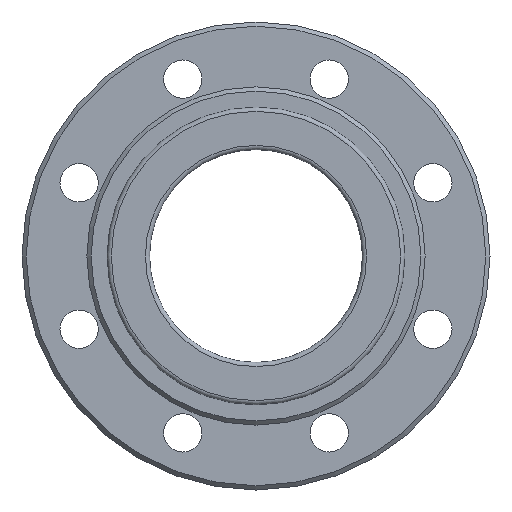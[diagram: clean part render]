
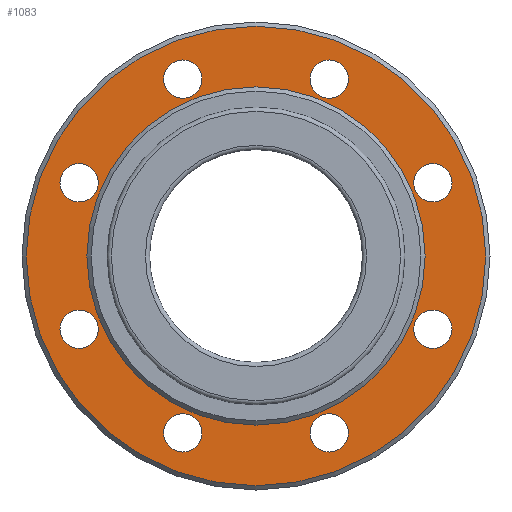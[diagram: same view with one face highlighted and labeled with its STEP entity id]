
A CAD part, left-side view. The second image highlights one B-rep face of the part: STEP entity #1083.
In plain terms, the highlighted planar face has unit normal (-1, 0, 0).
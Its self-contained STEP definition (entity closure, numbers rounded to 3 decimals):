
#57=FACE_BOUND('',#314,.T.);
#58=FACE_BOUND('',#315,.T.);
#59=FACE_BOUND('',#316,.T.);
#60=FACE_BOUND('',#317,.T.);
#61=FACE_BOUND('',#318,.T.);
#62=FACE_BOUND('',#319,.T.);
#63=FACE_BOUND('',#320,.T.);
#64=FACE_BOUND('',#321,.T.);
#65=FACE_BOUND('',#322,.T.);
#81=PLANE('',#1268);
#212=FACE_OUTER_BOUND('',#313,.T.);
#313=EDGE_LOOP('',(#874));
#314=EDGE_LOOP('',(#875));
#315=EDGE_LOOP('',(#876));
#316=EDGE_LOOP('',(#877));
#317=EDGE_LOOP('',(#878));
#318=EDGE_LOOP('',(#879));
#319=EDGE_LOOP('',(#880));
#320=EDGE_LOOP('',(#881));
#321=EDGE_LOOP('',(#882));
#322=EDGE_LOOP('',(#883));
#441=CIRCLE('',#1267,108.);
#442=CIRCLE('',#1269,79.5);
#443=CIRCLE('',#1270,9.);
#444=CIRCLE('',#1271,9.);
#445=CIRCLE('',#1272,9.);
#446=CIRCLE('',#1273,9.);
#447=CIRCLE('',#1274,9.);
#448=CIRCLE('',#1275,9.);
#449=CIRCLE('',#1276,9.);
#450=CIRCLE('',#1277,9.);
#531=VERTEX_POINT('',#1907);
#532=VERTEX_POINT('',#1911);
#533=VERTEX_POINT('',#1913);
#534=VERTEX_POINT('',#1915);
#535=VERTEX_POINT('',#1917);
#536=VERTEX_POINT('',#1919);
#537=VERTEX_POINT('',#1921);
#538=VERTEX_POINT('',#1923);
#539=VERTEX_POINT('',#1925);
#540=VERTEX_POINT('',#1927);
#652=EDGE_CURVE('',#531,#531,#441,.T.);
#653=EDGE_CURVE('',#532,#532,#442,.T.);
#654=EDGE_CURVE('',#533,#533,#443,.T.);
#655=EDGE_CURVE('',#534,#534,#444,.T.);
#656=EDGE_CURVE('',#535,#535,#445,.T.);
#657=EDGE_CURVE('',#536,#536,#446,.T.);
#658=EDGE_CURVE('',#537,#537,#447,.T.);
#659=EDGE_CURVE('',#538,#538,#448,.T.);
#660=EDGE_CURVE('',#539,#539,#449,.T.);
#661=EDGE_CURVE('',#540,#540,#450,.T.);
#874=ORIENTED_EDGE('',*,*,#652,.F.);
#875=ORIENTED_EDGE('',*,*,#653,.F.);
#876=ORIENTED_EDGE('',*,*,#654,.F.);
#877=ORIENTED_EDGE('',*,*,#655,.F.);
#878=ORIENTED_EDGE('',*,*,#656,.F.);
#879=ORIENTED_EDGE('',*,*,#657,.F.);
#880=ORIENTED_EDGE('',*,*,#658,.F.);
#881=ORIENTED_EDGE('',*,*,#659,.F.);
#882=ORIENTED_EDGE('',*,*,#660,.F.);
#883=ORIENTED_EDGE('',*,*,#661,.F.);
#1083=ADVANCED_FACE('',(#212,#57,#58,#59,#60,#61,#62,#63,#64,#65),#81,.F.);
#1267=AXIS2_PLACEMENT_3D('',#1909,#1595,#1596);
#1268=AXIS2_PLACEMENT_3D('',#1910,#1597,#1598);
#1269=AXIS2_PLACEMENT_3D('',#1912,#1599,#1600);
#1270=AXIS2_PLACEMENT_3D('',#1914,#1601,#1602);
#1271=AXIS2_PLACEMENT_3D('',#1916,#1603,#1604);
#1272=AXIS2_PLACEMENT_3D('',#1918,#1605,#1606);
#1273=AXIS2_PLACEMENT_3D('',#1920,#1607,#1608);
#1274=AXIS2_PLACEMENT_3D('',#1922,#1609,#1610);
#1275=AXIS2_PLACEMENT_3D('',#1924,#1611,#1612);
#1276=AXIS2_PLACEMENT_3D('',#1926,#1613,#1614);
#1277=AXIS2_PLACEMENT_3D('',#1928,#1615,#1616);
#1595=DIRECTION('center_axis',(1.,0.,0.));
#1596=DIRECTION('ref_axis',(0.,-1.,0.));
#1597=DIRECTION('center_axis',(1.,0.,0.));
#1598=DIRECTION('ref_axis',(0.,0.,-1.));
#1599=DIRECTION('center_axis',(-1.,0.,0.));
#1600=DIRECTION('ref_axis',(0.,0.,-1.));
#1601=DIRECTION('center_axis',(-1.,0.,0.));
#1602=DIRECTION('ref_axis',(0.,-1.,0.));
#1603=DIRECTION('center_axis',(-1.,0.,0.));
#1604=DIRECTION('ref_axis',(0.,-1.,0.));
#1605=DIRECTION('center_axis',(-1.,0.,0.));
#1606=DIRECTION('ref_axis',(0.,-1.,0.));
#1607=DIRECTION('center_axis',(-1.,0.,0.));
#1608=DIRECTION('ref_axis',(0.,-1.,0.));
#1609=DIRECTION('center_axis',(-1.,0.,0.));
#1610=DIRECTION('ref_axis',(0.,-1.,0.));
#1611=DIRECTION('center_axis',(-1.,0.,0.));
#1612=DIRECTION('ref_axis',(0.,-1.,0.));
#1613=DIRECTION('center_axis',(-1.,0.,0.));
#1614=DIRECTION('ref_axis',(0.,-1.,0.));
#1615=DIRECTION('center_axis',(-1.,0.,0.));
#1616=DIRECTION('ref_axis',(0.,-1.,0.));
#1907=CARTESIAN_POINT('',(0.,108.,0.));
#1909=CARTESIAN_POINT('Origin',(0.,0.,0.));
#1910=CARTESIAN_POINT('Origin',(0.,0.,0.));
#1911=CARTESIAN_POINT('',(0.,0.,79.5));
#1912=CARTESIAN_POINT('Origin',(0.,0.,0.));
#1913=CARTESIAN_POINT('',(0.,92.149,-34.442));
#1914=CARTESIAN_POINT('Origin',(0.,83.149,-34.442));
#1915=CARTESIAN_POINT('',(0.,92.149,34.442));
#1916=CARTESIAN_POINT('Origin',(0.,83.149,34.442));
#1917=CARTESIAN_POINT('',(0.,43.442,83.149));
#1918=CARTESIAN_POINT('Origin',(0.,34.442,83.149));
#1919=CARTESIAN_POINT('',(0.,-25.442,83.149));
#1920=CARTESIAN_POINT('Origin',(0.,-34.442,83.149));
#1921=CARTESIAN_POINT('',(0.,-74.149,34.442));
#1922=CARTESIAN_POINT('Origin',(0.,-83.149,34.442));
#1923=CARTESIAN_POINT('',(0.,-74.149,-34.442));
#1924=CARTESIAN_POINT('Origin',(0.,-83.149,-34.442));
#1925=CARTESIAN_POINT('',(0.,-25.442,-83.149));
#1926=CARTESIAN_POINT('Origin',(0.,-34.442,-83.149));
#1927=CARTESIAN_POINT('',(0.,43.442,-83.149));
#1928=CARTESIAN_POINT('Origin',(0.,34.442,-83.149));
